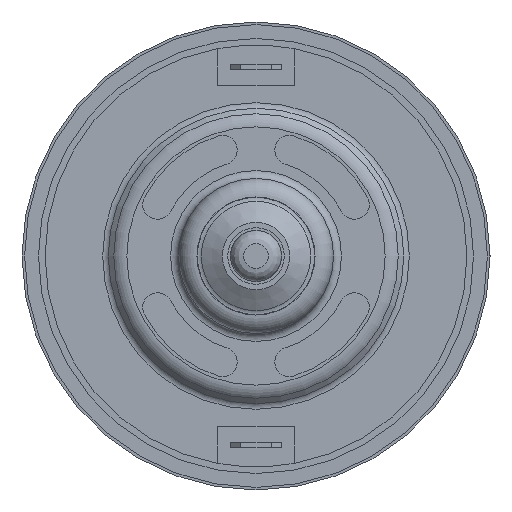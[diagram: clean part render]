
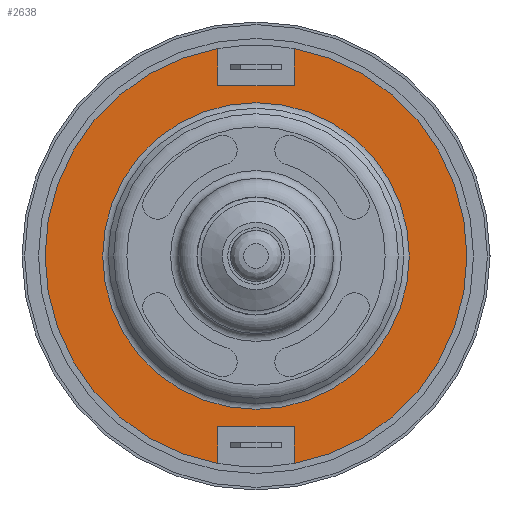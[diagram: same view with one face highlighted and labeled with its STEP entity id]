
A CAD part, left-side view. The second image highlights one B-rep face of the part: STEP entity #2638.
In plain terms, the highlighted planar face has unit normal (-1, 0, 0).
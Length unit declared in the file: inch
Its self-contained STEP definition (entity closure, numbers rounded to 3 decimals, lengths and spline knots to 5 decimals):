
#24=PLANE('',#2933);
#249=FACE_BOUND('',#588,.T.);
#360=FACE_OUTER_BOUND('',#587,.T.);
#587=EDGE_LOOP('',(#2070,#2071,#2072,#2073,#2074,#2075,#2076,#2077));
#588=EDGE_LOOP('',(#2078));
#759=LINE('',#4294,#958);
#760=LINE('',#4296,#959);
#761=LINE('',#4298,#960);
#762=LINE('',#4300,#961);
#763=LINE('',#4304,#962);
#764=LINE('',#4305,#963);
#958=VECTOR('',#3474,0.14);
#959=VECTOR('',#3475,0.14);
#960=VECTOR('',#3476,0.288);
#961=VECTOR('',#3477,0.14);
#962=VECTOR('',#3480,0.14);
#963=VECTOR('',#3481,0.288);
#1165=CIRCLE('',#2826,0.58043);
#1236=CIRCLE('',#2931,0.7985);
#1237=CIRCLE('',#2934,0.7985);
#1307=VERTEX_POINT('',#4037);
#1392=VERTEX_POINT('',#4272);
#1393=VERTEX_POINT('',#4275);
#1400=VERTEX_POINT('',#4293);
#1401=VERTEX_POINT('',#4295);
#1402=VERTEX_POINT('',#4297);
#1403=VERTEX_POINT('',#4299);
#1404=VERTEX_POINT('',#4301);
#1405=VERTEX_POINT('',#4303);
#1555=EDGE_CURVE('',#1307,#1307,#1165,.T.);
#1656=EDGE_CURVE('',#1392,#1393,#1236,.T.);
#1664=EDGE_CURVE('',#1400,#1392,#759,.T.);
#1665=EDGE_CURVE('',#1401,#1393,#760,.T.);
#1666=EDGE_CURVE('',#1402,#1401,#761,.T.);
#1667=EDGE_CURVE('',#1403,#1402,#762,.T.);
#1668=EDGE_CURVE('',#1403,#1404,#1237,.T.);
#1669=EDGE_CURVE('',#1404,#1405,#763,.T.);
#1670=EDGE_CURVE('',#1405,#1400,#764,.T.);
#2070=ORIENTED_EDGE('',*,*,#1664,.T.);
#2071=ORIENTED_EDGE('',*,*,#1656,.T.);
#2072=ORIENTED_EDGE('',*,*,#1665,.F.);
#2073=ORIENTED_EDGE('',*,*,#1666,.F.);
#2074=ORIENTED_EDGE('',*,*,#1667,.F.);
#2075=ORIENTED_EDGE('',*,*,#1668,.T.);
#2076=ORIENTED_EDGE('',*,*,#1669,.T.);
#2077=ORIENTED_EDGE('',*,*,#1670,.T.);
#2078=ORIENTED_EDGE('',*,*,#1555,.T.);
#2638=ADVANCED_FACE('',(#360,#249),#24,.T.);
#2826=AXIS2_PLACEMENT_3D('',#4038,#3223,#3224);
#2931=AXIS2_PLACEMENT_3D('',#4277,#3461,#3462);
#2933=AXIS2_PLACEMENT_3D('',#4292,#3472,#3473);
#2934=AXIS2_PLACEMENT_3D('',#4302,#3478,#3479);
#3223=DIRECTION('center_axis',(1.,0.,0.));
#3224=DIRECTION('ref_axis',(0.,0.,1.));
#3461=DIRECTION('center_axis',(-1.,0.,0.));
#3462=DIRECTION('ref_axis',(0.,0.,1.));
#3472=DIRECTION('center_axis',(-1.,0.,0.));
#3473=DIRECTION('ref_axis',(0.,0.,1.));
#3474=DIRECTION('',(0.,0.,1.));
#3475=DIRECTION('',(0.,0.,-1.));
#3476=DIRECTION('',(0.,1.,0.));
#3477=DIRECTION('',(0.,0.,1.));
#3478=DIRECTION('center_axis',(-1.,0.,0.));
#3479=DIRECTION('ref_axis',(0.,0.,1.));
#3480=DIRECTION('',(0.,0.,-1.));
#3481=DIRECTION('',(0.,1.,0.));
#4037=CARTESIAN_POINT('',(0.075,0.,0.58043));
#4038=CARTESIAN_POINT('Origin',(0.075,0.,0.));
#4272=CARTESIAN_POINT('',(0.075,0.144,0.78541));
#4275=CARTESIAN_POINT('',(0.075,0.144,-0.78541));
#4277=CARTESIAN_POINT('Origin',(0.075,0.,0.));
#4292=CARTESIAN_POINT('Origin',(0.075,0.,0.));
#4293=CARTESIAN_POINT('',(0.075,0.144,0.64541));
#4294=CARTESIAN_POINT('',(0.075,0.144,0.64541));
#4295=CARTESIAN_POINT('',(0.075,0.144,-0.64541));
#4296=CARTESIAN_POINT('',(0.075,0.144,-0.64541));
#4297=CARTESIAN_POINT('',(0.075,-0.144,-0.64541));
#4298=CARTESIAN_POINT('',(0.075,-0.144,-0.64541));
#4299=CARTESIAN_POINT('',(0.075,-0.144,-0.78541));
#4300=CARTESIAN_POINT('',(0.075,-0.144,-0.78541));
#4301=CARTESIAN_POINT('',(0.075,-0.144,0.78541));
#4302=CARTESIAN_POINT('Origin',(0.075,0.,0.));
#4303=CARTESIAN_POINT('',(0.075,-0.144,0.64541));
#4304=CARTESIAN_POINT('',(0.075,-0.144,0.78541));
#4305=CARTESIAN_POINT('',(0.075,-0.144,0.64541));
